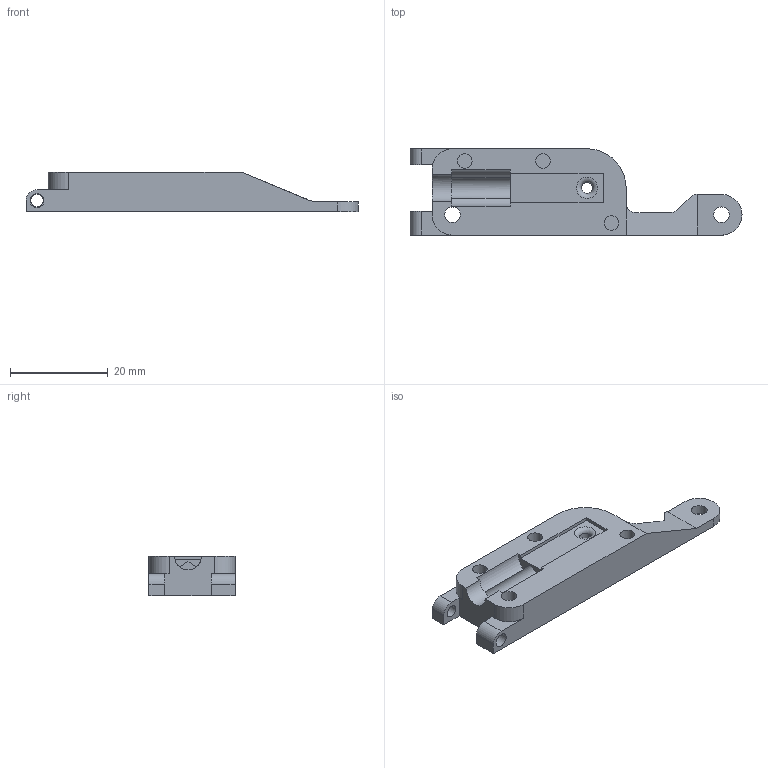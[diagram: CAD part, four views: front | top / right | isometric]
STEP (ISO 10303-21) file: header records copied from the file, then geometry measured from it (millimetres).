
FILE_DESCRIPTION(('FreeCAD Model'),'2;1');
FILE_NAME('Open CASCADE Shape Model','2025-05-28T20:14:13',(''),(''), 'Open CASCADE STEP processor 7.8','FreeCAD','Unknown');
FILE_SCHEMA(('AUTOMOTIVE_DESIGN { 1 0 10303 214 1 1 1 1 }'));
Length unit declared in the file: millimetre
Products named in the file (1): Base
Bounding box: 67.86 x 17.65 x 8 mm (x, y, z)
Volume: 5155.3 mm3; surface area: 3406.3 mm2
Topology: 1 solids, 1 shells, 55 faces, 145 edges, 96 vertices
Faces by surface type: plane 30, cylinder 22, torus 3
Full cylindrical faces by diameter (mm): 2.34 x1, 2.5 x1, 2.85 x1, 3 x3, 3.2 x2, 8 x1
Entity records: 1760 total; most frequent: DIRECTION 312, CARTESIAN_POINT 297, ORIENTED_EDGE 290, EDGE_CURVE 145, AXIS2_PLACEMENT_3D 111, VERTEX_POINT 96, LINE 90, VECTOR 90
